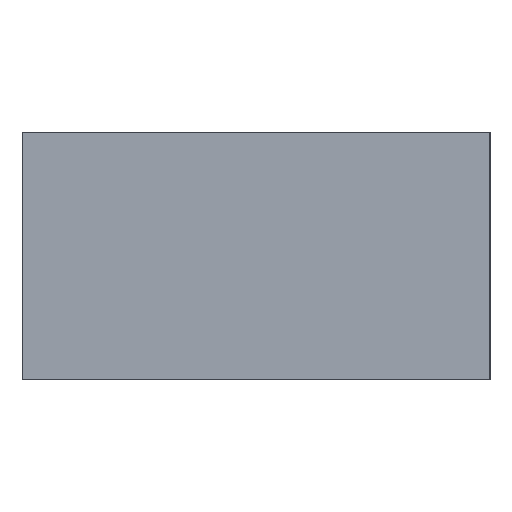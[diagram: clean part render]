
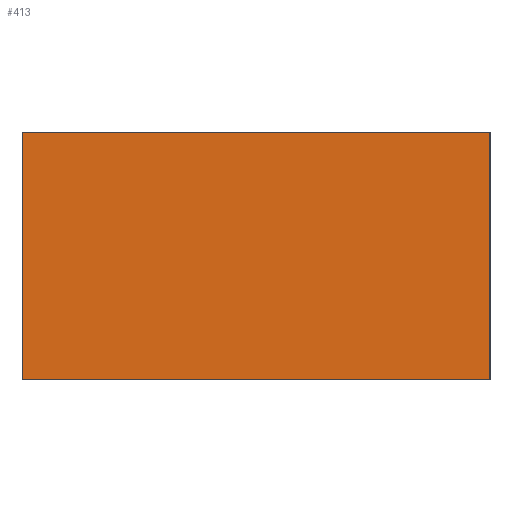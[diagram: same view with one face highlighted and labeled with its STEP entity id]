
A CAD part, left-side view. The second image highlights one B-rep face of the part: STEP entity #413.
In plain terms, the highlighted planar face has unit normal (-1, 0, 0).
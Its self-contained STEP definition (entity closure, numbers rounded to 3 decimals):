
#13 = DIRECTION ( 'NONE',  ( 0., 0., -1. ) ) ;
#17 = ORIENTED_EDGE ( 'NONE', *, *, #483, .T. ) ;
#23 = DIRECTION ( 'NONE',  ( 1., 0., 0. ) ) ;
#28 = VERTEX_POINT ( 'NONE', #701 ) ;
#29 = PLANE ( 'NONE',  #116 ) ;
#69 = LINE ( 'NONE', #366, #531 ) ;
#99 = VERTEX_POINT ( 'NONE', #431 ) ;
#103 = CARTESIAN_POINT ( 'NONE',  ( -1.55, 0., -0.45 ) ) ;
#113 = DIRECTION ( 'NONE',  ( 0., 0., 1. ) ) ;
#116 = AXIS2_PLACEMENT_3D ( 'NONE', #709, #23, #13 ) ;
#133 = CARTESIAN_POINT ( 'NONE',  ( -1.55, 0., -0.45 ) ) ;
#169 = CARTESIAN_POINT ( 'NONE',  ( -1.55, 0.85, 0. ) ) ;
#187 = VECTOR ( 'NONE', #307, 1000. ) ;
#241 = CARTESIAN_POINT ( 'NONE',  ( -1.55, 0., 0. ) ) ;
#251 = LINE ( 'NONE', #169, #539 ) ;
#300 = VECTOR ( 'NONE', #113, 1000. ) ;
#307 = DIRECTION ( 'NONE',  ( 0., 0., 1. ) ) ;
#314 = CARTESIAN_POINT ( 'NONE',  ( -1.55, 0.85, -0.45 ) ) ;
#320 = VERTEX_POINT ( 'NONE', #241 ) ;
#339 = LINE ( 'NONE', #103, #300 ) ;
#366 = CARTESIAN_POINT ( 'NONE',  ( -1.55, 0.85, -0.45 ) ) ;
#406 = DIRECTION ( 'NONE',  ( 0., -1., 0. ) ) ;
#413 = ADVANCED_FACE ( 'NONE', ( #436 ), #29, .F. ) ;
#422 = EDGE_CURVE ( 'NONE', #99, #320, #251, .T. ) ;
#431 = CARTESIAN_POINT ( 'NONE',  ( -1.55, 0.85, 0. ) ) ;
#436 = FACE_OUTER_BOUND ( 'NONE', #698, .T. ) ;
#444 = DIRECTION ( 'NONE',  ( 0., -1., 0. ) ) ;
#453 = EDGE_CURVE ( 'NONE', #28, #99, #630, .T. ) ;
#463 = ORIENTED_EDGE ( 'NONE', *, *, #422, .F. ) ;
#480 = VERTEX_POINT ( 'NONE', #133 ) ;
#483 = EDGE_CURVE ( 'NONE', #480, #320, #339, .T. ) ;
#531 = VECTOR ( 'NONE', #406, 1000. ) ;
#539 = VECTOR ( 'NONE', #444, 1000. ) ;
#597 = EDGE_CURVE ( 'NONE', #28, #480, #69, .T. ) ;
#625 = ORIENTED_EDGE ( 'NONE', *, *, #453, .F. ) ;
#630 = LINE ( 'NONE', #314, #187 ) ;
#667 = ORIENTED_EDGE ( 'NONE', *, *, #597, .T. ) ;
#698 = EDGE_LOOP ( 'NONE', ( #17, #463, #625, #667 ) ) ;
#701 = CARTESIAN_POINT ( 'NONE',  ( -1.55, 0.85, -0.45 ) ) ;
#709 = CARTESIAN_POINT ( 'NONE',  ( -1.55, 0.85, -0.45 ) ) ;
